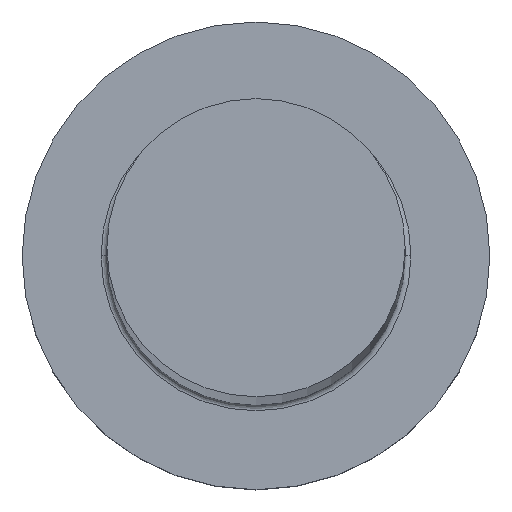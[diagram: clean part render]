
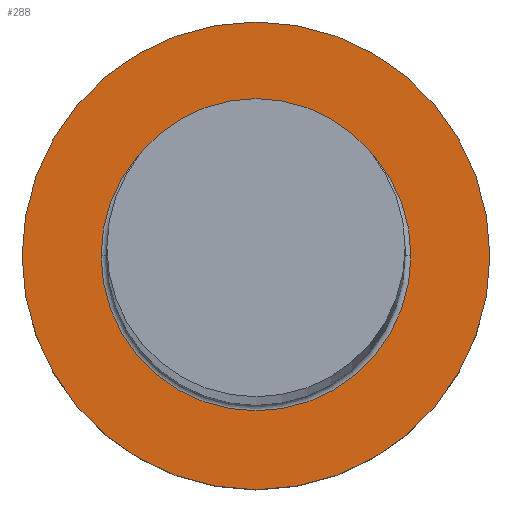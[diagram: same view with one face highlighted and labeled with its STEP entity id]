
A CAD part, top view. The second image highlights one B-rep face of the part: STEP entity #288.
In plain terms, the highlighted planar face has unit normal (0, 0, 1).
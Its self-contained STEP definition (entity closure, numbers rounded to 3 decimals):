
#5 = EDGE_CURVE ( 'NONE', #137, #10, #76, .T. ) ;
#10 = VERTEX_POINT ( 'NONE', #217 ) ;
#24 = FACE_OUTER_BOUND ( 'NONE', #86, .T. ) ;
#44 = DIRECTION ( 'NONE',  ( 0., 0., -1. ) ) ;
#53 = DIRECTION ( 'NONE',  ( 0., 0., -1. ) ) ;
#72 = AXIS2_PLACEMENT_3D ( 'NONE', #294, #53, #80 ) ;
#74 = CARTESIAN_POINT ( 'NONE',  ( 8., 0., 5. ) ) ;
#76 = CIRCLE ( 'NONE', #72, 5.3 ) ;
#78 = DIRECTION ( 'NONE',  ( 0., 0., 1. ) ) ;
#80 = DIRECTION ( 'NONE',  ( 1., 0., 0. ) ) ;
#81 = CARTESIAN_POINT ( 'NONE',  ( 0., 0., 5. ) ) ;
#86 = EDGE_LOOP ( 'NONE', ( #201, #145 ) ) ;
#97 = CARTESIAN_POINT ( 'NONE',  ( 0., 0., 5. ) ) ;
#100 = PLANE ( 'NONE',  #282 ) ;
#102 = DIRECTION ( 'NONE',  ( 0., 0., 1. ) ) ;
#121 = DIRECTION ( 'NONE',  ( 1., 0., 0. ) ) ;
#132 = AXIS2_PLACEMENT_3D ( 'NONE', #306, #102, #121 ) ;
#136 = AXIS2_PLACEMENT_3D ( 'NONE', #97, #44, #260 ) ;
#137 = VERTEX_POINT ( 'NONE', #155 ) ;
#144 = DIRECTION ( 'NONE',  ( 1., 0., 0. ) ) ;
#145 = ORIENTED_EDGE ( 'NONE', *, *, #234, .T. ) ;
#155 = CARTESIAN_POINT ( 'NONE',  ( -5.3, 0., 5. ) ) ;
#161 = AXIS2_PLACEMENT_3D ( 'NONE', #81, #78, #172 ) ;
#168 = FACE_BOUND ( 'NONE', #245, .T. ) ;
#172 = DIRECTION ( 'NONE',  ( 1., 0., 0. ) ) ;
#189 = CIRCLE ( 'NONE', #132, 8. ) ;
#192 = EDGE_CURVE ( 'NONE', #10, #137, #264, .T. ) ;
#201 = ORIENTED_EDGE ( 'NONE', *, *, #300, .T. ) ;
#208 = CIRCLE ( 'NONE', #161, 8. ) ;
#217 = CARTESIAN_POINT ( 'NONE',  ( 5.3, 0., 5. ) ) ;
#230 = VERTEX_POINT ( 'NONE', #74 ) ;
#234 = EDGE_CURVE ( 'NONE', #230, #301, #189, .T. ) ;
#241 = CARTESIAN_POINT ( 'NONE',  ( -8., 0., 5. ) ) ;
#245 = EDGE_LOOP ( 'NONE', ( #291, #270 ) ) ;
#260 = DIRECTION ( 'NONE',  ( 1., 0., 0. ) ) ;
#261 = DIRECTION ( 'NONE',  ( 0., 0., 1. ) ) ;
#264 = CIRCLE ( 'NONE', #136, 5.3 ) ;
#270 = ORIENTED_EDGE ( 'NONE', *, *, #5, .T. ) ;
#282 = AXIS2_PLACEMENT_3D ( 'NONE', #286, #261, #144 ) ;
#286 = CARTESIAN_POINT ( 'NONE',  ( 0., 0., 5. ) ) ;
#288 = ADVANCED_FACE ( 'NONE', ( #168, #24 ), #100, .T. ) ;
#291 = ORIENTED_EDGE ( 'NONE', *, *, #192, .T. ) ;
#294 = CARTESIAN_POINT ( 'NONE',  ( 0., 0., 5. ) ) ;
#300 = EDGE_CURVE ( 'NONE', #301, #230, #208, .T. ) ;
#301 = VERTEX_POINT ( 'NONE', #241 ) ;
#306 = CARTESIAN_POINT ( 'NONE',  ( 0., 0., 5. ) ) ;
